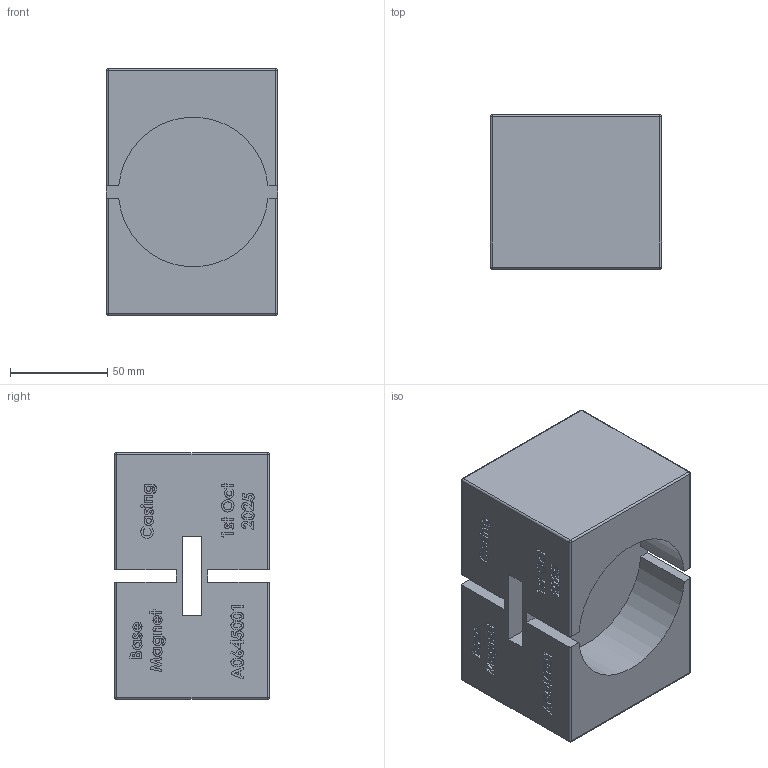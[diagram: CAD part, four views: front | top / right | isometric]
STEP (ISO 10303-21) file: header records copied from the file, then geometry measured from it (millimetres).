
FILE_DESCRIPTION(/* description */ (''),/* implementation_level */ '2;1');
FILE_NAME(/* name */ 'Base_Casing_A0645.stp',/* time_stamp */ '2025-10-01T13:15:38-04:00',/* author */ ('sadi.canturk'),/* organization */ (''),/* preprocessor_version */ 'ST-DEVELOPER v20.1',/* originating_system */ 'Autodesk Inventor 2026',/* authorisation */ '');
FILE_SCHEMA (('AUTOMOTIVE_DESIGN { 1 0 10303 214 3 1 1 }'));
Length unit declared in the file: millimetre
Products named in the file (1): Base_Casing_A0645_v2
Bounding box: 88 x 79.5 x 127 mm (x, y, z)
Volume: 551688.3 mm3; surface area: 80601.7 mm2
Topology: 1 solids, 1 shells, 527 faces, 1395 edges, 923 vertices
Faces by surface type: plane 267, bspline 232, cylinder 20, sphere 8
Entity records: 17970 total; most frequent: CARTESIAN_POINT 6405, ORIENTED_EDGE 2790, DIRECTION 1563, EDGE_CURVE 1395, VERTEX_POINT 922, LINE 891, VECTOR 891, EDGE_LOOP 581
